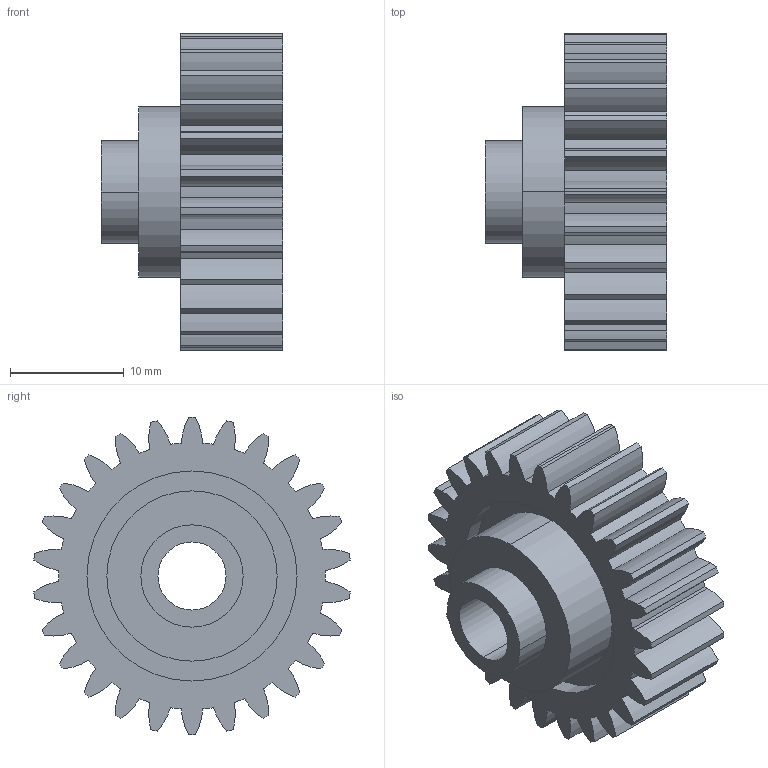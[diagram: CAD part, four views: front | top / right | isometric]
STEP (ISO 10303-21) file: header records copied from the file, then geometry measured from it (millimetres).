
FILE_DESCRIPTION (( 'STEP AP214' ), '1' );
FILE_NAME ('spur_gear_26T_mid_double_hub_28302601.step', '2023-05-17T11:19:11', ( '' ), ( '' ), 'SwSTEP 2.0', 'SolidWorks 2022', '' );
FILE_SCHEMA (( 'AUTOMOTIVE_DESIGN' ));
Length unit declared in the file: millimetre
Products named in the file (1): spur_gear_26T_mid_double_hub_28302601
Bounding box: 16 x 27.86 x 28 mm (x, y, z)
Volume: 4784.7 mm3; surface area: 3340.5 mm2
Topology: 1 solids, 1 shells, 128 faces, 363 edges, 242 vertices
Faces by surface type: cylinder 121, plane 7
Entity records: 4347 total; most frequent: DIRECTION 863, CARTESIAN_POINT 734, ORIENTED_EDGE 726, AXIS2_PLACEMENT_3D 371, EDGE_CURVE 363, CIRCLE 242, VERTEX_POINT 242, EDGE_LOOP 135
